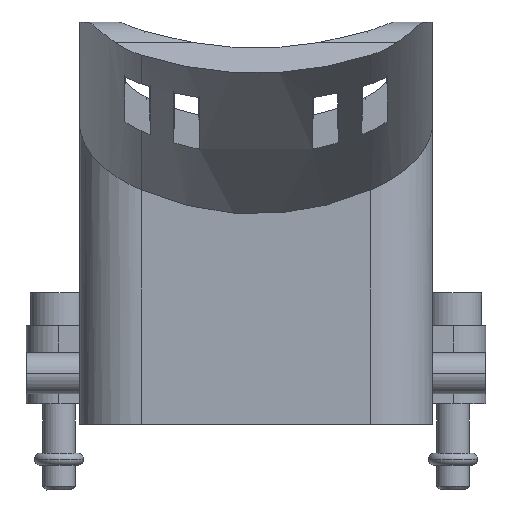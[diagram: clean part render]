
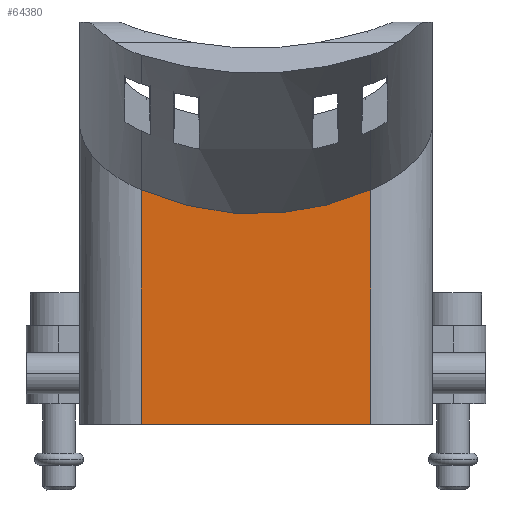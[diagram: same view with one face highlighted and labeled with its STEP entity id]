
A CAD part, front view. The second image highlights one B-rep face of the part: STEP entity #64380.
In plain terms, the highlighted face is planar.
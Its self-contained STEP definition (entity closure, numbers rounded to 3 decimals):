
#35820=CARTESIAN_POINT('',(44.9,14.015,
3.95));
#35830=VERTEX_POINT('',#35820);
#35860=CARTESIAN_POINT('',(44.9,18.576,
3.95));
#35870=DIRECTION('',(0.,1.,0.));
#35880=VECTOR('',#35870,1.);
#35890=LINE('',#35860,#35880);
#35900=CARTESIAN_POINT('',(44.9,-13.985,
3.95));
#35910=VERTEX_POINT('',#35900);
#35920=EDGE_CURVE('',#35910,#35830,#35890,.T.);
#59590=CARTESIAN_POINT('',(44.898,-13.985,
4.081));
#59600=DIRECTION('',(0.017,0.,
-1.));
#59610=VECTOR('',#59600,1.);
#59620=LINE('',#59590,#59610);
#59630=CARTESIAN_POINT('',(45.399,-13.985,
-24.617));
#59640=VERTEX_POINT('',#59630);
#59650=EDGE_CURVE('',#35910,#59640,#59620,.T.);
#64140=CARTESIAN_POINT('',(44.9,18.576,
3.95));
#64150=DIRECTION('',(1.,0.,
0.017));
#64160=DIRECTION('',(0.017,0.,
-1.));
#64170=AXIS2_PLACEMENT_3D('',#64140,#64150,#64160);
#64180=PLANE('',#64170);
#64190=ORIENTED_EDGE('',*,*,#35920,.F.);
#64200=CARTESIAN_POINT('',(44.898,14.015,
4.081));
#64210=DIRECTION('',(-0.017,0.,
1.));
#64220=VECTOR('',#64210,1.);
#64230=LINE('',#64200,#64220);
#64240=CARTESIAN_POINT('',(45.399,14.015,
-24.617));
#64250=VERTEX_POINT('',#64240);
#64260=EDGE_CURVE('',#64250,#35830,#64230,.T.);
#64270=ORIENTED_EDGE('',*,*,#64260,.T.);
#64280=CARTESIAN_POINT('',(46.162,0.015,
-68.324));
#64290=DIRECTION('',(1.,0.,
0.017));
#64300=DIRECTION('',(0.017,0.,
-1.));
#64310=AXIS2_PLACEMENT_3D('',#64280,#64290,#64300);
#64320=ELLIPSE('',#64310,46.665,40.);
#64330=EDGE_CURVE('',#64250,#59640,#64320,.T.);
#64340=ORIENTED_EDGE('',*,*,#64330,.F.);
#64350=ORIENTED_EDGE('',*,*,#59650,.T.);
#64360=EDGE_LOOP('',(#64350,#64340,#64270,#64190));
#64370=FACE_OUTER_BOUND('',#64360,.T.);
#64380=ADVANCED_FACE('',(#64370),#64180,.T.);
